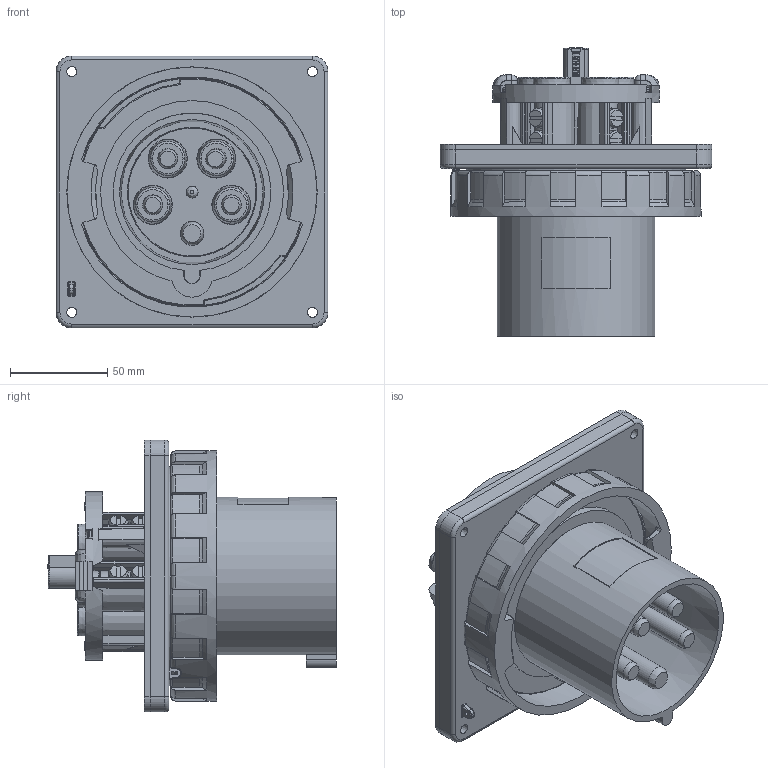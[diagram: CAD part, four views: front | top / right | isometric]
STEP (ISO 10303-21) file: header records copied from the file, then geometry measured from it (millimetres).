
FILE_DESCRIPTION(/* description */ (''),/* implementation_level */ '2;1');
FILE_NAME(/* name */ '4003583.stp',/* time_stamp */ '2019-03-01T11:17:46+01:00',/* author */ (''),/* organization */ (''),/* preprocessor_version */ 'ST-DEVELOPER v16.7',/* originating_system */ 'SIEMENS PLM Software NX 12.0',/* authorisation */ '');
FILE_SCHEMA (('AUTOMOTIVE_DESIGN { 1 0 10303 214 3 1 1 1 }'));
Products named in the file (1): bsom23CC53FBp132
Bounding box: 139.7 x 148.2 x 139.7 mm (x, y, z)
Volume: 467234.7 mm3; surface area: 320727 mm2
Topology: 32 solids, 32 shells, 2203 faces, 5504 edges, 3521 vertices
Faces by surface type: plane 1057, cylinder 525, bspline 267, cone 171, torus 81, extrusion 70, sphere 24, revolution 8
Full cylindrical faces by diameter (mm): 1.4 x3, 2.5 x1, 2.8 x4, 2.85 x2, 3.2 x3, 3.4 x12, 3.5 x2, 3.8 x4, 4 x3, 4.3 x3, 4.5 x10, 4.642 x1, 5 x5, 5.1 x4, 6 x1, 6.2 x1, 6.5 x1, 7.4 x4, 7.75 x3, 8 x1, 8.5 x10, 10 x14, 10.3 x4, 10.5 x4, 11.7 x1, 12 x5, 12.3 x1, 15 x5, 18 x5, 18.5 x5
Entity records: 84716 total; most frequent: CARTESIAN_POINT 34863, ORIENTED_EDGE 10144, DIRECTION 9673, EDGE_CURVE 5072, AXIS2_PLACEMENT_3D 3559, VERTEX_POINT 3424, EDGE_LOOP 2778, VECTOR 2547
